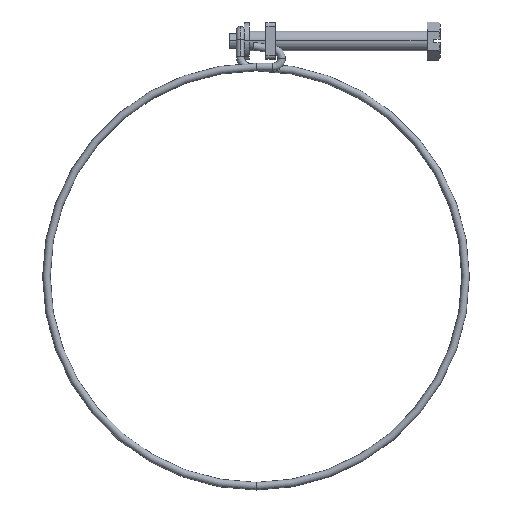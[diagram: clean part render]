
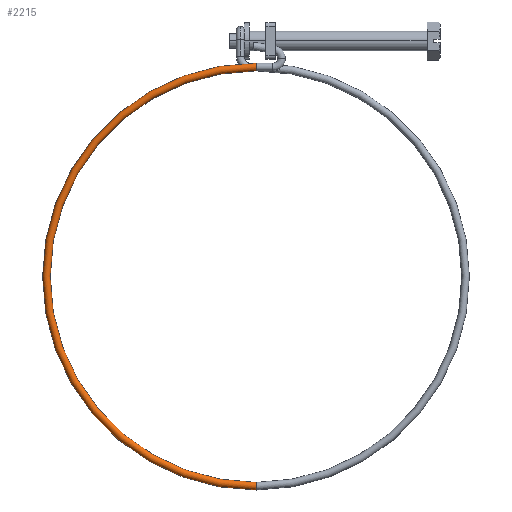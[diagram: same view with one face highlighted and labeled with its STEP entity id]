
A CAD part, top view. The second image highlights one B-rep face of the part: STEP entity #2215.
In plain terms, the highlighted toroidal (fillet/blend) face has major radius 63.661 mm and minor radius 1.15 mm.
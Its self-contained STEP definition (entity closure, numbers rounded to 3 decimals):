
#11 = ORIENTED_EDGE ( 'NONE', *, *, #1843, .T. ) ;
#77 = DIRECTION ( 'NONE',  ( 0., -0.995, -0.105 ) ) ;
#185 = AXIS2_PLACEMENT_3D ( 'NONE', #444, #2819, #2311 ) ;
#215 = AXIS2_PLACEMENT_3D ( 'NONE', #1872, #405, #2354 ) ;
#228 = AXIS2_PLACEMENT_3D ( 'NONE', #2554, #2039, #1559 ) ;
#230 = DIRECTION ( 'NONE',  ( 0., 1., 0.018 ) ) ;
#341 = CARTESIAN_POINT ( 'NONE',  ( 4.796, -136.361, 4.179 ) ) ;
#405 = DIRECTION ( 'NONE',  ( -1., 0., 0. ) ) ;
#438 = CARTESIAN_POINT ( 'NONE',  ( 4.796, -9.061, 6.529 ) ) ;
#444 = CARTESIAN_POINT ( 'NONE',  ( 4.796, -7.912, 6.55 ) ) ;
#536 = EDGE_CURVE ( 'NONE', #875, #1796, #1029, .T. ) ;
#553 = ORIENTED_EDGE ( 'NONE', *, *, #919, .F. ) ;
#575 = CARTESIAN_POINT ( 'NONE',  ( 4.796, -135.212, 4.2 ) ) ;
#702 = EDGE_LOOP ( 'NONE', ( #553, #2614, #11, #955, #1600, #2315 ) ) ;
#733 = AXIS2_PLACEMENT_3D ( 'NONE', #1110, #2801, #1353 ) ;
#746 = AXIS2_PLACEMENT_3D ( 'NONE', #2131, #1904, #230 ) ;
#875 = VERTEX_POINT ( 'NONE', #934 ) ;
#919 = EDGE_CURVE ( 'NONE', #2797, #875, #1023, .T. ) ;
#927 = CARTESIAN_POINT ( 'NONE',  ( 4.796, -9.062, 6.55 ) ) ;
#934 = CARTESIAN_POINT ( 'NONE',  ( 4.796, -6.762, 6.571 ) ) ;
#955 = ORIENTED_EDGE ( 'NONE', *, *, #2152, .T. ) ;
#1023 = CIRCLE ( 'NONE', #228, 64.811 ) ;
#1029 = CIRCLE ( 'NONE', #185, 1.15 ) ;
#1032 = TOROIDAL_SURFACE ( 'NONE', #746, 63.661, 1.15 ) ;
#1110 = CARTESIAN_POINT ( 'NONE',  ( 4.796, -7.912, 6.55 ) ) ;
#1189 = FACE_OUTER_BOUND ( 'NONE', #702, .T. ) ;
#1241 = DIRECTION ( 'NONE',  ( 0., 0.018, -1. ) ) ;
#1353 = DIRECTION ( 'NONE',  ( 0., 0.998, -0.068 ) ) ;
#1559 = DIRECTION ( 'NONE',  ( 0., 1., 0.018 ) ) ;
#1600 = ORIENTED_EDGE ( 'NONE', *, *, #2895, .F. ) ;
#1619 = EDGE_CURVE ( 'NONE', #2797, #2148, #2563, .T. ) ;
#1623 = CARTESIAN_POINT ( 'NONE',  ( 4.796, -134.062, 4.221 ) ) ;
#1676 = VERTEX_POINT ( 'NONE', #1623 ) ;
#1726 = DIRECTION ( 'NONE',  ( 0., 1., 0.018 ) ) ;
#1757 = DIRECTION ( 'NONE',  ( -1., 0., 0. ) ) ;
#1796 = VERTEX_POINT ( 'NONE', #927 ) ;
#1843 = EDGE_CURVE ( 'NONE', #2148, #1676, #2675, .T. ) ;
#1872 = CARTESIAN_POINT ( 'NONE',  ( 4.796, -135.212, 4.2 ) ) ;
#1904 = DIRECTION ( 'NONE',  ( 0., 0.018, -1. ) ) ;
#2039 = DIRECTION ( 'NONE',  ( 0., 0.018, -1. ) ) ;
#2131 = CARTESIAN_POINT ( 'NONE',  ( 4.796, -71.562, 5.375 ) ) ;
#2148 = VERTEX_POINT ( 'NONE', #2402 ) ;
#2152 = EDGE_CURVE ( 'NONE', #1676, #2974, #2472, .T. ) ;
#2215 = ADVANCED_FACE ( 'NONE', ( #1189 ), #1032, .T. ) ;
#2311 = DIRECTION ( 'NONE',  ( 0., 0.998, -0.068 ) ) ;
#2315 = ORIENTED_EDGE ( 'NONE', *, *, #536, .F. ) ;
#2323 = AXIS2_PLACEMENT_3D ( 'NONE', #575, #1757, #77 ) ;
#2354 = DIRECTION ( 'NONE',  ( 0., -0.995, -0.105 ) ) ;
#2402 = CARTESIAN_POINT ( 'NONE',  ( 4.796, -136.362, 4.2 ) ) ;
#2451 = CARTESIAN_POINT ( 'NONE',  ( 4.796, -71.562, 5.375 ) ) ;
#2472 = CIRCLE ( 'NONE', #3067, 62.511 ) ;
#2554 = CARTESIAN_POINT ( 'NONE',  ( 4.796, -71.562, 5.375 ) ) ;
#2563 = CIRCLE ( 'NONE', #215, 1.15 ) ;
#2614 = ORIENTED_EDGE ( 'NONE', *, *, #1619, .T. ) ;
#2675 = CIRCLE ( 'NONE', #2323, 1.15 ) ;
#2797 = VERTEX_POINT ( 'NONE', #341 ) ;
#2801 = DIRECTION ( 'NONE',  ( 1., 0., 0. ) ) ;
#2819 = DIRECTION ( 'NONE',  ( 1., 0., 0. ) ) ;
#2840 = CIRCLE ( 'NONE', #733, 1.15 ) ;
#2895 = EDGE_CURVE ( 'NONE', #1796, #2974, #2840, .T. ) ;
#2974 = VERTEX_POINT ( 'NONE', #438 ) ;
#3067 = AXIS2_PLACEMENT_3D ( 'NONE', #2451, #1241, #1726 ) ;
